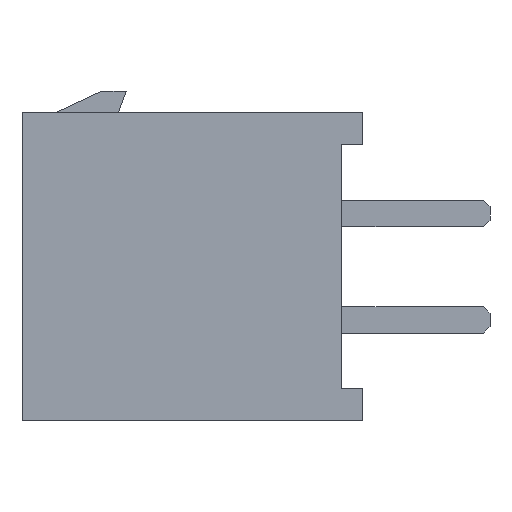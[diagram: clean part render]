
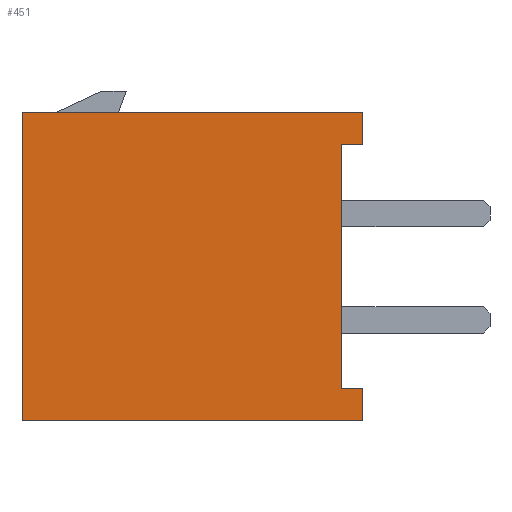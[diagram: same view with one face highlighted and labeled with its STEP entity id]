
A CAD part, left-side view. The second image highlights one B-rep face of the part: STEP entity #451.
In plain terms, the highlighted planar face has unit normal (-1, 0, 0).
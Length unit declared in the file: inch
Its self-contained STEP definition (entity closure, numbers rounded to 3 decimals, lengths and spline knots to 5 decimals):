
#451 = ADVANCED_FACE( '', ( #1077 ), #1078, .F. );
#1077 = FACE_OUTER_BOUND( '', #1891, .T. );
#1078 = PLANE( '', #1892 );
#1891 = EDGE_LOOP( '', ( #3035, #3036, #3037, #3038, #3039, #3040, #3041, #3042 ) );
#1892 = AXIS2_PLACEMENT_3D( '', #3043, #3044, #3045 );
#3035 = ORIENTED_EDGE( '', *, *, #5427, .F. );
#3036 = ORIENTED_EDGE( '', *, *, #5428, .F. );
#3037 = ORIENTED_EDGE( '', *, *, #5346, .F. );
#3038 = ORIENTED_EDGE( '', *, *, #5429, .F. );
#3039 = ORIENTED_EDGE( '', *, *, #5430, .F. );
#3040 = ORIENTED_EDGE( '', *, *, #5431, .F. );
#3041 = ORIENTED_EDGE( '', *, *, #5432, .F. );
#3042 = ORIENTED_EDGE( '', *, *, #5433, .F. );
#3043 = CARTESIAN_POINT( '', ( -0.28, 0., 0. ) );
#3044 = DIRECTION( '', ( 1., 0., 0. ) );
#3045 = DIRECTION( '', ( 0., 0., -1. ) );
#5346 = EDGE_CURVE( '', #6558, #6560, #6561, .T. );
#5427 = EDGE_CURVE( '', #6693, #6694, #6695, .T. );
#5428 = EDGE_CURVE( '', #6560, #6693, #6696, .T. );
#5429 = EDGE_CURVE( '', #6697, #6558, #6698, .T. );
#5430 = EDGE_CURVE( '', #6699, #6697, #6700, .T. );
#5431 = EDGE_CURVE( '', #6701, #6699, #6702, .T. );
#5432 = EDGE_CURVE( '', #6703, #6701, #6704, .T. );
#5433 = EDGE_CURVE( '', #6694, #6703, #6705, .T. );
#6558 = VERTEX_POINT( '', #8295 );
#6560 = VERTEX_POINT( '', #8298 );
#6561 = LINE( '', #8299, #8300 );
#6693 = VERTEX_POINT( '', #8495 );
#6694 = VERTEX_POINT( '', #8496 );
#6695 = LINE( '', #8497, #8498 );
#6696 = LINE( '', #8499, #8500 );
#6697 = VERTEX_POINT( '', #8501 );
#6698 = LINE( '', #8502, #8503 );
#6699 = VERTEX_POINT( '', #8504 );
#6700 = LINE( '', #8505, #8506 );
#6701 = VERTEX_POINT( '', #8507 );
#6702 = LINE( '', #8508, #8509 );
#6703 = VERTEX_POINT( '', #8510 );
#6704 = LINE( '', #8511, #8512 );
#6705 = LINE( '', #8513, #8514 );
#8295 = CARTESIAN_POINT( '', ( -0.28, 0., -0.115 ) );
#8298 = CARTESIAN_POINT( '', ( -0.28, 0., -0.145 ) );
#8299 = CARTESIAN_POINT( '', ( -0.28, 0., -0.115 ) );
#8300 = VECTOR( '', #10193, 39.37008 );
#8495 = CARTESIAN_POINT( '', ( -0.28, 0.32, -0.145 ) );
#8496 = CARTESIAN_POINT( '', ( -0.28, 0.32, 0.145 ) );
#8497 = CARTESIAN_POINT( '', ( -0.28, 0.32, -0.145 ) );
#8498 = VECTOR( '', #10257, 39.37008 );
#8499 = CARTESIAN_POINT( '', ( -0.28, 0., -0.145 ) );
#8500 = VECTOR( '', #10258, 39.37008 );
#8501 = CARTESIAN_POINT( '', ( -0.28, 0.02, -0.115 ) );
#8502 = CARTESIAN_POINT( '', ( -0.28, 0.02, -0.115 ) );
#8503 = VECTOR( '', #10259, 39.37008 );
#8504 = CARTESIAN_POINT( '', ( -0.28, 0.02, 0.115 ) );
#8505 = CARTESIAN_POINT( '', ( -0.28, 0.02, 0.115 ) );
#8506 = VECTOR( '', #10260, 39.37008 );
#8507 = CARTESIAN_POINT( '', ( -0.28, 0., 0.115 ) );
#8508 = CARTESIAN_POINT( '', ( -0.28, 0., 0.115 ) );
#8509 = VECTOR( '', #10261, 39.37008 );
#8510 = CARTESIAN_POINT( '', ( -0.28, 0., 0.145 ) );
#8511 = CARTESIAN_POINT( '', ( -0.28, 0., 0.145 ) );
#8512 = VECTOR( '', #10262, 39.37008 );
#8513 = CARTESIAN_POINT( '', ( -0.28, 0.32, 0.145 ) );
#8514 = VECTOR( '', #10263, 39.37008 );
#10193 = DIRECTION( '', ( 0., 0., -1. ) );
#10257 = DIRECTION( '', ( 0., 0., 1. ) );
#10258 = DIRECTION( '', ( 0., 1., 0. ) );
#10259 = DIRECTION( '', ( 0., -1., 0. ) );
#10260 = DIRECTION( '', ( 0., 0., -1. ) );
#10261 = DIRECTION( '', ( 0., 1., 0. ) );
#10262 = DIRECTION( '', ( 0., 0., -1. ) );
#10263 = DIRECTION( '', ( 0., -1., 0. ) );
